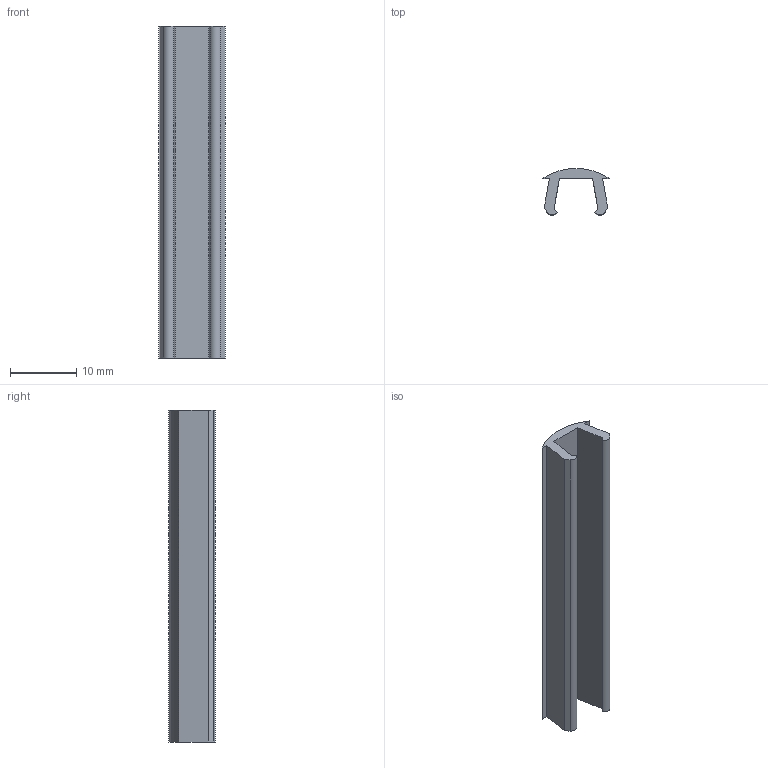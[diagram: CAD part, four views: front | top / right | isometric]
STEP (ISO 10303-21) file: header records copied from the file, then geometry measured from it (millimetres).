
FILE_DESCRIPTION (( 'STEP AP203' ), '1' );
FILE_NAME ('A39-25.STEP', '2018-04-03T11:34:47', ( 'User2' ), ( '' ), 'SwSTEP 2.0', 'SolidWorks 2007', '' );
FILE_SCHEMA (( 'CONFIG_CONTROL_DESIGN' ));
Length unit declared in the file: millimetre
Products named in the file (1): A39-25
Bounding box: 10 x 6.97 x 50 mm (x, y, z)
Volume: 1317.2 mm3; surface area: 2184.3 mm2
Topology: 1 solids, 1 shells, 16 faces, 42 edges, 28 vertices
Faces by surface type: plane 13, cylinder 3
Entity records: 569 total; most frequent: CARTESIAN_POINT 87, ORIENTED_EDGE 84, DIRECTION 82, EDGE_CURVE 42, LINE 36, VECTOR 36, VERTEX_POINT 28, AXIS2_PLACEMENT_3D 23
